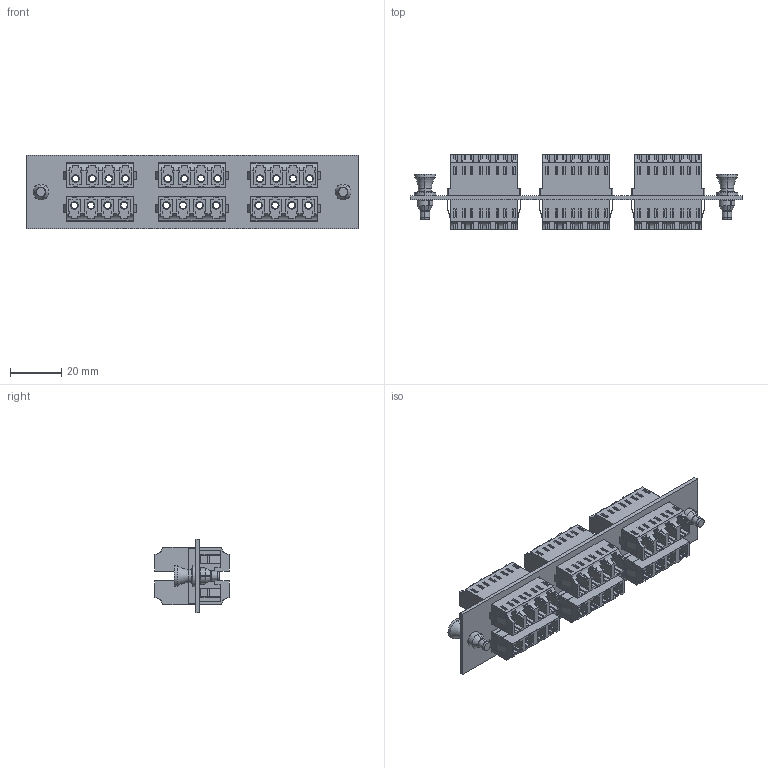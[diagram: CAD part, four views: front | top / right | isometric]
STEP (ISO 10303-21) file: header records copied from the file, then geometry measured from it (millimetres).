
FILE_DESCRIPTION (( 'STEP AP214' ), '1' );
FILE_NAME ('FSP-LCQ6-BGE-MMBR.step', '2021-01-05T19:14:09', ( '' ), ( '' ), 'SwSTEP 2.0', 'SolidWorks 2018', '' );
FILE_SCHEMA (( 'AUTOMOTIVE_DESIGN' ));
Length unit declared in the file: inch
Products named in the file (7): HDWR-HN4P-42-4-1; FSP-SCD6-0-BNK-PANEL; Copy of FOA-908^FSP-LCQ6-BGE-MMBR; Copy of FOA-908^Copy of FOA-908_FSP-LCQ6-BGE-MMBR; FSP-LCQ6-BGE-MMBR; FSP-SCD6-0-BNK; HDWR-HN4G-42-1
Assembly tree (13 placements, depth 3):
  FSP-LCQ6-BGE-MMBR
    FSP-SCD6-0-BNK
      FSP-SCD6-0-BNK-PANEL
      HDWR-HN4G-42-1  x2
      HDWR-HN4P-42-4-1  x2
    Copy of FOA-908^FSP-LCQ6-BGE-MMBR  x6
      Copy of FOA-908^Copy of FOA-908_FSP-LCQ6-BGE-MMBR
Bounding box: 129.54 x 29.21 x 28.7 mm (x, y, z)
Volume: 23760.1 mm3; surface area: 41949.7 mm2
Topology: 11 solids, 11 shells, 2870 faces, 7918 edges, 4978 vertices
Faces by surface type: plane 2214, cylinder 464, torus 124, sphere 48, cone 20
Entity records: 17775 total; most frequent: CARTESIAN_POINT 3050, ORIENTED_EDGE 2934, DIRECTION 2832, EDGE_CURVE 1467, VECTOR 1198, LINE 1198, VERTEX_POINT 929, AXIS2_PLACEMENT_3D 817
